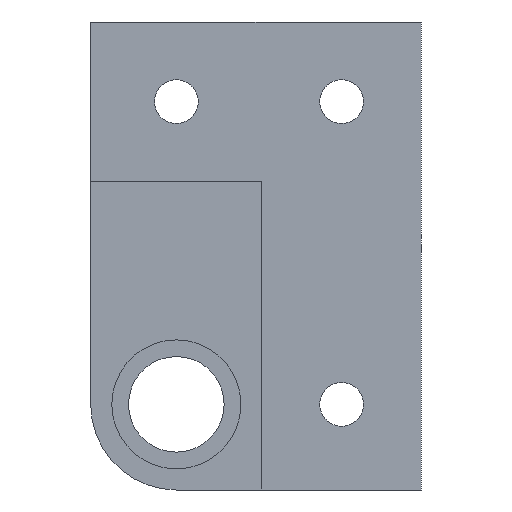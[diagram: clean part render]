
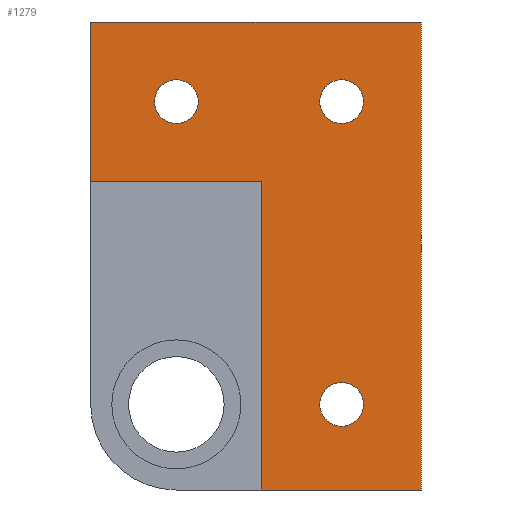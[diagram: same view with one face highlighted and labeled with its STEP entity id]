
A CAD part, front view. The second image highlights one B-rep face of the part: STEP entity #1279.
In plain terms, the highlighted planar face has unit normal (0, -1, 0).
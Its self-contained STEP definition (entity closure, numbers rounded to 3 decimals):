
#97=FACE_BOUND('',#211,.T.);
#98=FACE_BOUND('',#212,.T.);
#99=FACE_BOUND('',#213,.T.);
#115=CIRCLE('',#1369,2.75);
#116=CIRCLE('',#1370,2.75);
#117=CIRCLE('',#1371,2.75);
#135=FACE_OUTER_BOUND('',#210,.T.);
#210=EDGE_LOOP('',(#860,#861,#862,#863,#864,#865));
#211=EDGE_LOOP('',(#866));
#212=EDGE_LOOP('',(#867));
#213=EDGE_LOOP('',(#868));
#303=LINE('',#1708,#424);
#304=LINE('',#1710,#425);
#305=LINE('',#1712,#426);
#306=LINE('',#1714,#427);
#307=LINE('',#1716,#428);
#308=LINE('',#1717,#429);
#424=VECTOR('',#1443,10.);
#425=VECTOR('',#1444,10.);
#426=VECTOR('',#1445,10.);
#427=VECTOR('',#1446,10.);
#428=VECTOR('',#1447,10.);
#429=VECTOR('',#1448,10.);
#545=VERTEX_POINT('',#1706);
#546=VERTEX_POINT('',#1707);
#547=VERTEX_POINT('',#1709);
#548=VERTEX_POINT('',#1711);
#549=VERTEX_POINT('',#1713);
#550=VERTEX_POINT('',#1715);
#551=VERTEX_POINT('',#1718);
#552=VERTEX_POINT('',#1720);
#553=VERTEX_POINT('',#1722);
#671=EDGE_CURVE('',#545,#546,#303,.T.);
#672=EDGE_CURVE('',#546,#547,#304,.T.);
#673=EDGE_CURVE('',#547,#548,#305,.T.);
#674=EDGE_CURVE('',#548,#549,#306,.T.);
#675=EDGE_CURVE('',#549,#550,#307,.T.);
#676=EDGE_CURVE('',#550,#545,#308,.T.);
#677=EDGE_CURVE('',#551,#551,#115,.T.);
#678=EDGE_CURVE('',#552,#552,#116,.T.);
#679=EDGE_CURVE('',#553,#553,#117,.T.);
#860=ORIENTED_EDGE('',*,*,#671,.T.);
#861=ORIENTED_EDGE('',*,*,#672,.T.);
#862=ORIENTED_EDGE('',*,*,#673,.T.);
#863=ORIENTED_EDGE('',*,*,#674,.T.);
#864=ORIENTED_EDGE('',*,*,#675,.T.);
#865=ORIENTED_EDGE('',*,*,#676,.T.);
#866=ORIENTED_EDGE('',*,*,#677,.F.);
#867=ORIENTED_EDGE('',*,*,#678,.F.);
#868=ORIENTED_EDGE('',*,*,#679,.F.);
#1238=PLANE('',#1368);
#1279=ADVANCED_FACE('',(#135,#97,#98,#99),#1238,.F.);
#1368=AXIS2_PLACEMENT_3D('',#1705,#1441,#1442);
#1369=AXIS2_PLACEMENT_3D('',#1719,#1449,#1450);
#1370=AXIS2_PLACEMENT_3D('',#1721,#1451,#1452);
#1371=AXIS2_PLACEMENT_3D('',#1723,#1453,#1454);
#1441=DIRECTION('center_axis',(0.,1.,0.));
#1442=DIRECTION('ref_axis',(-1.,0.,0.));
#1443=DIRECTION('',(1.,0.,0.));
#1444=DIRECTION('',(0.,0.,1.));
#1445=DIRECTION('',(-1.,0.,0.));
#1446=DIRECTION('',(0.,0.,-1.));
#1447=DIRECTION('',(1.,0.,0.));
#1448=DIRECTION('',(0.,0.,-1.));
#1449=DIRECTION('center_axis',(0.,-1.,0.));
#1450=DIRECTION('ref_axis',(-1.,0.,0.));
#1451=DIRECTION('center_axis',(0.,-1.,0.));
#1452=DIRECTION('ref_axis',(-1.,0.,0.));
#1453=DIRECTION('center_axis',(0.,-1.,0.));
#1454=DIRECTION('ref_axis',(-1.,0.,0.));
#1705=CARTESIAN_POINT('Origin',(-20.75,-5.,29.375));
#1706=CARTESIAN_POINT('',(-20.,-5.,0.));
#1707=CARTESIAN_POINT('',(0.,-5.,0.));
#1708=CARTESIAN_POINT('',(-30.75,-5.,0.));
#1709=CARTESIAN_POINT('',(0.,-5.,58.75));
#1710=CARTESIAN_POINT('',(0.,-5.,0.));
#1711=CARTESIAN_POINT('',(-41.5,-5.,58.75));
#1712=CARTESIAN_POINT('',(0.,-5.,58.75));
#1713=CARTESIAN_POINT('',(-41.5,-5.,38.75));
#1714=CARTESIAN_POINT('',(-41.5,-5.,38.75));
#1715=CARTESIAN_POINT('',(-20.,-5.,38.75));
#1716=CARTESIAN_POINT('',(-20.375,-5.,38.75));
#1717=CARTESIAN_POINT('',(-20.,-5.,14.688));
#1718=CARTESIAN_POINT('',(-7.25,-5.,10.75));
#1719=CARTESIAN_POINT('Origin',(-10.,-5.,10.75));
#1720=CARTESIAN_POINT('',(-28.,-5.,48.75));
#1721=CARTESIAN_POINT('Origin',(-30.75,-5.,48.75));
#1722=CARTESIAN_POINT('',(-7.25,-5.,48.75));
#1723=CARTESIAN_POINT('Origin',(-10.,-5.,48.75));
